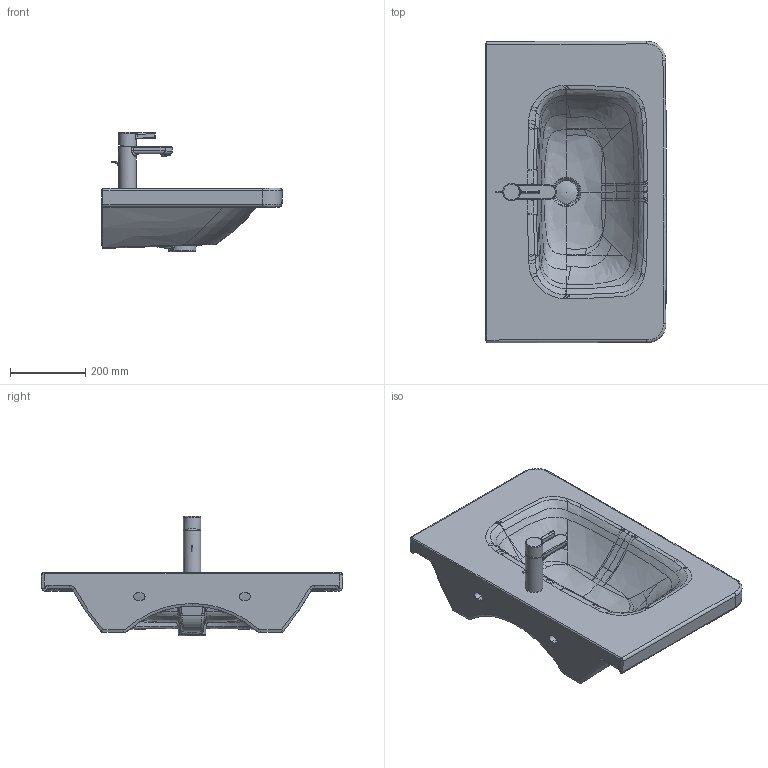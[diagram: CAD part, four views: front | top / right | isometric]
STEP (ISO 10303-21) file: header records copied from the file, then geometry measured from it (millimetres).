
FILE_DESCRIPTION((''),'2;1');
FILE_NAME('232080.stp','2013-05-27T18:59:25',('Administrator'),(''),'Autodesk Inventor 2011','Autodesk Inventor 2011','');
FILE_SCHEMA(('CONFIG_CONTROL_DESIGN'));
Length unit declared in the file: millimetre
Products named in the file (10): 232080; Kelch; Stopfen; Armatur Durastyle Waschtisch; Fassung Sieb; Griff; Gehäuse; Hebel_Ventil; Gleitring
Assembly tree (9 placements, depth 3):
  232080
    232080
    Kelch
    Stopfen
    Armatur Durastyle Waschtisch
      Fassung Sieb
      Griff
      Gehäuse
      Hebel_Ventil
      Gleitring
Bounding box: 480.09 x 799.96 x 317.29 mm (x, y, z)
Volume: 21823583.3 mm3; surface area: 1253940.6 mm2
Topology: 7 solids, 9 shells, 543 faces, 1345 edges, 811 vertices
Faces by surface type: bspline 342, cylinder 86, plane 84, torus 16, cone 12, sphere 3
Full cylindrical faces by diameter (mm): 4 x2, 20.15 x1, 21.15 x1, 23.15 x1, 25 x1, 35 x1, 42 x1, 44 x1, 46 x2, 46.74 x1, 60 x1
Entity records: 136650 total; most frequent: CARTESIAN_POINT 125327, ORIENTED_EDGE 2598, DIRECTION 1439, EDGE_CURVE 1301, VERTEX_POINT 801, B_SPLINE_CURVE_WITH_KNOTS 664, EDGE_LOOP 602, AXIS2_PLACEMENT_3D 583
